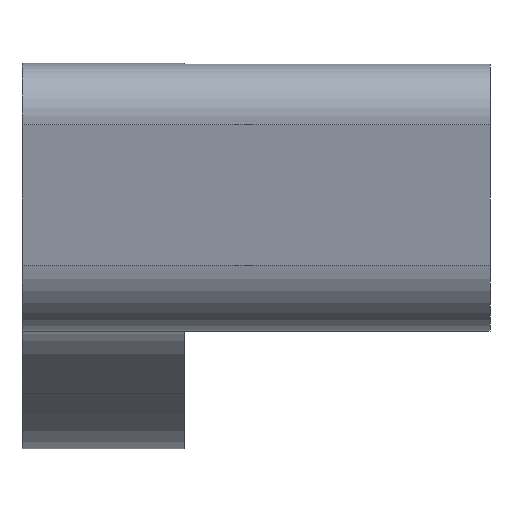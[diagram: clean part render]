
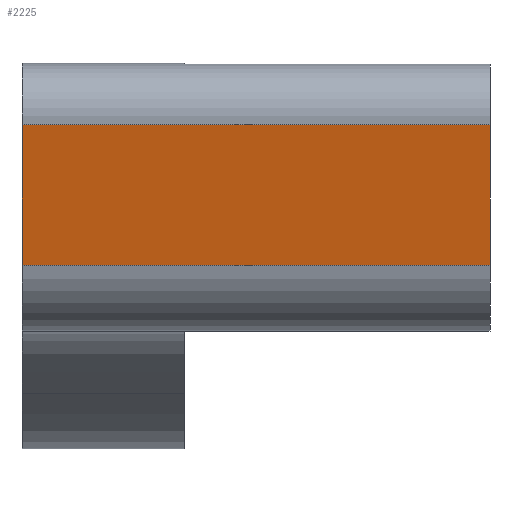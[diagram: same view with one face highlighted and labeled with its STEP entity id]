
A CAD part, front view. The second image highlights one B-rep face of the part: STEP entity #2225.
In plain terms, the highlighted planar face has unit normal (0, -0.979, -0.203).
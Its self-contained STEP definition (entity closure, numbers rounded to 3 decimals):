
#72 = PLANE('',#73);
#73 = AXIS2_PLACEMENT_3D('',#74,#75,#76);
#74 = CARTESIAN_POINT('',(14.,26.699,-54.461));
#75 = DIRECTION('',(-1.,0.,0.));
#76 = DIRECTION('',(0.,-1.,0.));
#730 = VERTEX_POINT('',#731);
#731 = CARTESIAN_POINT('',(14.,-20.268,-57.421));
#750 = CYLINDRICAL_SURFACE('',#751,8.618);
#751 = AXIS2_PLACEMENT_3D('',#752,#753,#754);
#752 = CARTESIAN_POINT('',(14.,-11.829,-55.674));
#753 = DIRECTION('',(1.,0.,0.));
#754 = DIRECTION('',(0.,-1.,0.));
#762 = EDGE_CURVE('',#763,#730,#765,.T.);
#763 = VERTEX_POINT('',#764);
#764 = CARTESIAN_POINT('',(14.,-23.32,-42.676));
#765 = SURFACE_CURVE('',#766,(#770,#777),.PCURVE_S1.);
#766 = LINE('',#767,#768);
#767 = CARTESIAN_POINT('',(14.,-23.32,-42.676));
#768 = VECTOR('',#769,1.);
#769 = DIRECTION('',(0.,0.203,-0.979));
#770 = PCURVE('',#72,#771);
#771 = DEFINITIONAL_REPRESENTATION('',(#772),#776);
#772 = LINE('',#773,#774);
#773 = CARTESIAN_POINT('',(50.019,11.785));
#774 = VECTOR('',#775,1.);
#775 = DIRECTION('',(-0.203,-0.979));
#776 = ( GEOMETRIC_REPRESENTATION_CONTEXT(2) 
PARAMETRIC_REPRESENTATION_CONTEXT() REPRESENTATION_CONTEXT('2D SPACE',''
  ) );
#777 = PCURVE('',#778,#783);
#778 = PLANE('',#779);
#779 = AXIS2_PLACEMENT_3D('',#780,#781,#782);
#780 = CARTESIAN_POINT('',(14.,-23.32,-42.676));
#781 = DIRECTION('',(0.,-0.979,-0.203));
#782 = DIRECTION('',(0.,0.203,-0.979));
#783 = DEFINITIONAL_REPRESENTATION('',(#784),#788);
#784 = LINE('',#785,#786);
#785 = CARTESIAN_POINT('',(0.,0.));
#786 = VECTOR('',#787,1.);
#787 = DIRECTION('',(1.,0.));
#788 = ( GEOMETRIC_REPRESENTATION_CONTEXT(2) 
PARAMETRIC_REPRESENTATION_CONTEXT() REPRESENTATION_CONTEXT('2D SPACE',''
  ) );
#811 = CYLINDRICAL_SURFACE('',#812,5.263);
#812 = AXIS2_PLACEMENT_3D('',#813,#814,#815);
#813 = CARTESIAN_POINT('',(14.,-18.166,-41.61));
#814 = DIRECTION('',(1.,0.,0.));
#815 = DIRECTION('',(0.,-1.,0.));
#2134 = PLANE('',#2135);
#2135 = AXIS2_PLACEMENT_3D('',#2136,#2137,#2138);
#2136 = CARTESIAN_POINT('',(63.,0.,-50.987));
#2137 = DIRECTION('',(1.,0.,0.));
#2138 = DIRECTION('',(0.,0.,1.));
#2180 = EDGE_CURVE('',#730,#2181,#2183,.T.);
#2181 = VERTEX_POINT('',#2182);
#2182 = CARTESIAN_POINT('',(63.,-20.268,-57.421));
#2183 = SURFACE_CURVE('',#2184,(#2188,#2194),.PCURVE_S1.);
#2184 = LINE('',#2185,#2186);
#2185 = CARTESIAN_POINT('',(14.,-20.268,-57.421));
#2186 = VECTOR('',#2187,1.);
#2187 = DIRECTION('',(1.,0.,0.));
#2188 = PCURVE('',#750,#2189);
#2189 = DEFINITIONAL_REPRESENTATION('',(#2190),#2193);
#2190 = B_SPLINE_CURVE_WITH_KNOTS('',1,(#2191,#2192),.UNSPECIFIED.,.F.,
  .F.,(2,2),(0.,49.),.PIECEWISE_BEZIER_KNOTS.);
#2191 = CARTESIAN_POINT('',(0.204,0.));
#2192 = CARTESIAN_POINT('',(0.204,49.));
#2193 = ( GEOMETRIC_REPRESENTATION_CONTEXT(2) 
PARAMETRIC_REPRESENTATION_CONTEXT() REPRESENTATION_CONTEXT('2D SPACE',''
  ) );
#2194 = PCURVE('',#778,#2195);
#2195 = DEFINITIONAL_REPRESENTATION('',(#2196),#2200);
#2196 = LINE('',#2197,#2198);
#2197 = CARTESIAN_POINT('',(15.057,0.));
#2198 = VECTOR('',#2199,1.);
#2199 = DIRECTION('',(0.,1.));
#2200 = ( GEOMETRIC_REPRESENTATION_CONTEXT(2) 
PARAMETRIC_REPRESENTATION_CONTEXT() REPRESENTATION_CONTEXT('2D SPACE',''
  ) );
#2225 = ADVANCED_FACE('',(#2226),#778,.T.);
#2226 = FACE_BOUND('',#2227,.T.);
#2227 = EDGE_LOOP('',(#2228,#2251,#2252,#2253));
#2228 = ORIENTED_EDGE('',*,*,#2229,.F.);
#2229 = EDGE_CURVE('',#763,#2230,#2232,.T.);
#2230 = VERTEX_POINT('',#2231);
#2231 = CARTESIAN_POINT('',(63.,-23.32,-42.676));
#2232 = SURFACE_CURVE('',#2233,(#2237,#2244),.PCURVE_S1.);
#2233 = LINE('',#2234,#2235);
#2234 = CARTESIAN_POINT('',(14.,-23.32,-42.676));
#2235 = VECTOR('',#2236,1.);
#2236 = DIRECTION('',(1.,0.,0.));
#2237 = PCURVE('',#778,#2238);
#2238 = DEFINITIONAL_REPRESENTATION('',(#2239),#2243);
#2239 = LINE('',#2240,#2241);
#2240 = CARTESIAN_POINT('',(0.,0.));
#2241 = VECTOR('',#2242,1.);
#2242 = DIRECTION('',(0.,1.));
#2243 = ( GEOMETRIC_REPRESENTATION_CONTEXT(2) 
PARAMETRIC_REPRESENTATION_CONTEXT() REPRESENTATION_CONTEXT('2D SPACE',''
  ) );
#2244 = PCURVE('',#811,#2245);
#2245 = DEFINITIONAL_REPRESENTATION('',(#2246),#2250);
#2246 = LINE('',#2247,#2248);
#2247 = CARTESIAN_POINT('',(6.487,0.));
#2248 = VECTOR('',#2249,1.);
#2249 = DIRECTION('',(0.,1.));
#2250 = ( GEOMETRIC_REPRESENTATION_CONTEXT(2) 
PARAMETRIC_REPRESENTATION_CONTEXT() REPRESENTATION_CONTEXT('2D SPACE',''
  ) );
#2251 = ORIENTED_EDGE('',*,*,#762,.T.);
#2252 = ORIENTED_EDGE('',*,*,#2180,.T.);
#2253 = ORIENTED_EDGE('',*,*,#2254,.F.);
#2254 = EDGE_CURVE('',#2230,#2181,#2255,.T.);
#2255 = SURFACE_CURVE('',#2256,(#2260,#2267),.PCURVE_S1.);
#2256 = LINE('',#2257,#2258);
#2257 = CARTESIAN_POINT('',(63.,-23.32,-42.676));
#2258 = VECTOR('',#2259,1.);
#2259 = DIRECTION('',(0.,0.203,-0.979));
#2260 = PCURVE('',#778,#2261);
#2261 = DEFINITIONAL_REPRESENTATION('',(#2262),#2266);
#2262 = LINE('',#2263,#2264);
#2263 = CARTESIAN_POINT('',(0.,49.));
#2264 = VECTOR('',#2265,1.);
#2265 = DIRECTION('',(1.,0.));
#2266 = ( GEOMETRIC_REPRESENTATION_CONTEXT(2) 
PARAMETRIC_REPRESENTATION_CONTEXT() REPRESENTATION_CONTEXT('2D SPACE',''
  ) );
#2267 = PCURVE('',#2134,#2268);
#2268 = DEFINITIONAL_REPRESENTATION('',(#2269),#2273);
#2269 = LINE('',#2270,#2271);
#2270 = CARTESIAN_POINT('',(8.311,23.32));
#2271 = VECTOR('',#2272,1.);
#2272 = DIRECTION('',(-0.979,-0.203));
#2273 = ( GEOMETRIC_REPRESENTATION_CONTEXT(2) 
PARAMETRIC_REPRESENTATION_CONTEXT() REPRESENTATION_CONTEXT('2D SPACE',''
  ) );
